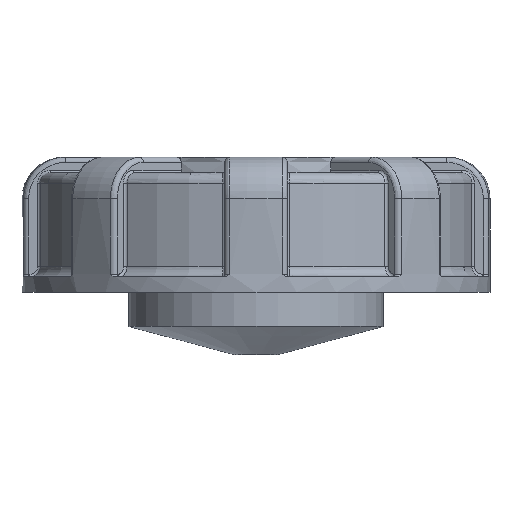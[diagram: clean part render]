
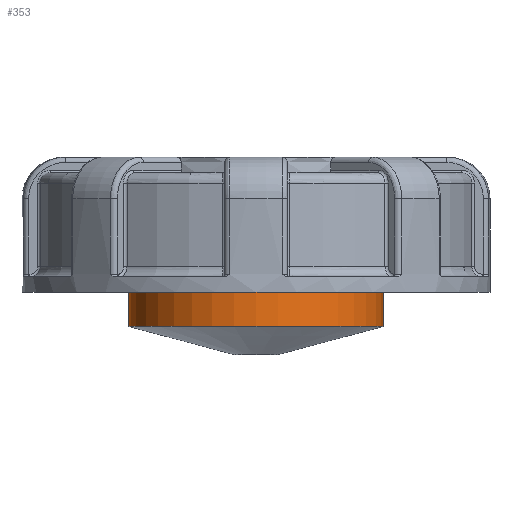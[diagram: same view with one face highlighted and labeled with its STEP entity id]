
A CAD part, front view. The second image highlights one B-rep face of the part: STEP entity #353.
In plain terms, the highlighted cylindrical face has radius 12.25 mm (diameter 24.5 mm), a full revolution.
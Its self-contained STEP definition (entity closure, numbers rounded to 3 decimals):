
#353 = ADVANCED_FACE( '', ( #875, #876 ), #877, .T. );
#875 = FACE_OUTER_BOUND( '', #3236, .T. );
#876 = FACE_OUTER_BOUND( '', #3237, .T. );
#877 = CYLINDRICAL_SURFACE( '', #3238, 12.25 );
#3236 = EDGE_LOOP( '', ( #9951 ) );
#3237 = EDGE_LOOP( '', ( #9952 ) );
#3238 = AXIS2_PLACEMENT_3D( '', #9953, #9954, #9955 );
#9951 = ORIENTED_EDGE( '', *, *, #11663, .T. );
#9952 = ORIENTED_EDGE( '', *, *, #11664, .F. );
#9953 = CARTESIAN_POINT( '', ( 0., 0., 57.15 ) );
#9954 = DIRECTION( '', ( 0., 0., -1. ) );
#9955 = DIRECTION( '', ( 1., 0., 0. ) );
#11663 = EDGE_CURVE( '', #12611, #12611, #12612, .T. );
#11664 = EDGE_CURVE( '', #12613, #12613, #12614, .T. );
#12611 = VERTEX_POINT( '', #15165 );
#12612 = CIRCLE( '', #15166, 12.25 );
#12613 = VERTEX_POINT( '', #15167 );
#12614 = CIRCLE( '', #15168, 12.25 );
#15165 = CARTESIAN_POINT( '', ( 12.25, 0., -3.267 ) );
#15166 = AXIS2_PLACEMENT_3D( '', #18820, #18821, #18822 );
#15167 = CARTESIAN_POINT( '', ( 12.25, 0., 8. ) );
#15168 = AXIS2_PLACEMENT_3D( '', #18823, #18824, #18825 );
#18820 = CARTESIAN_POINT( '', ( 0., 0., -3.267 ) );
#18821 = DIRECTION( '', ( 0., 0., 1. ) );
#18822 = DIRECTION( '', ( 1., 0., 0. ) );
#18823 = CARTESIAN_POINT( '', ( 0., 0., 8. ) );
#18824 = DIRECTION( '', ( 0., 0., 1. ) );
#18825 = DIRECTION( '', ( 1., 0., 0. ) );
